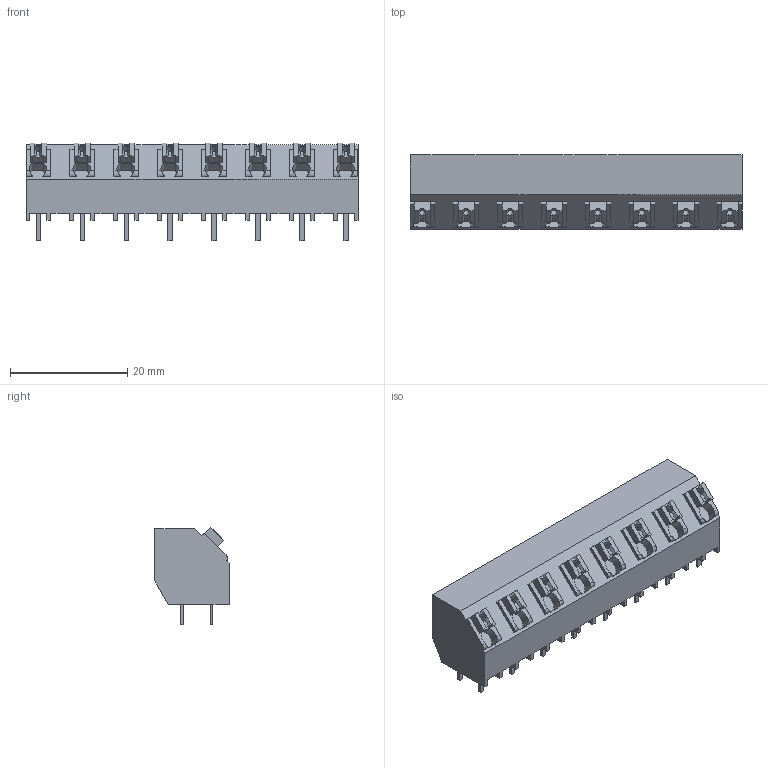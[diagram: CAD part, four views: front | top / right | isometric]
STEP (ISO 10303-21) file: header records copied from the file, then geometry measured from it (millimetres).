
FILE_DESCRIPTION(('CATIA V5 STEP Exchange','CAx-IF Rec.Pracs.--- Model Styling and Organization---1.2---2011-12-15'),'2;1');
FILE_NAME ('D1458552_0_1886170000_1886170000.stp','2018-03-20T14:27:17+00:00',('none'),('Weidmueller'),'CATIA Version 5-6 Release 2014','CATIA V5 STEP AP214','none');
FILE_SCHEMA(('AUTOMOTIVE_DESIGN { 1 0 10303 214 1 1 1 1 }'));
Length unit declared in the file: millimetre
Products named in the file (1): 1886170000
Bounding box: 56.63 x 12.7 x 16.66 mm (x, y, z)
Volume: 6259.3 mm3; surface area: 5393.9 mm2
Topology: 25 solids, 25 shells, 625 faces, 1759 edges, 1197 vertices
Faces by surface type: plane 562, cylinder 63
Entity records: 18491 total; most frequent: CARTESIAN_POINT 3582, ORIENTED_EDGE 3518, DIRECTION 2314, EDGE_CURVE 1759, VECTOR 1568, LINE 1568, VERTEX_POINT 1197, EDGE_LOOP 654
